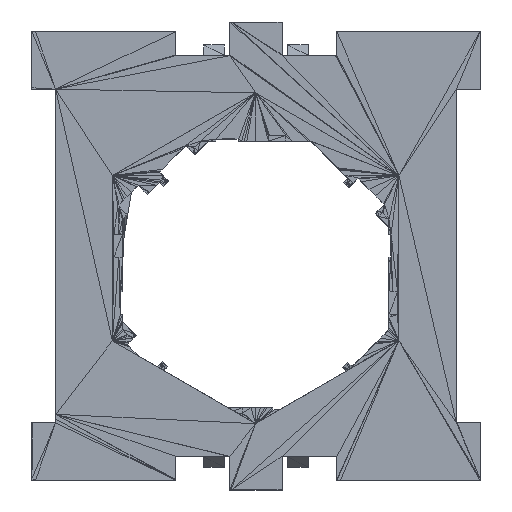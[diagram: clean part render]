
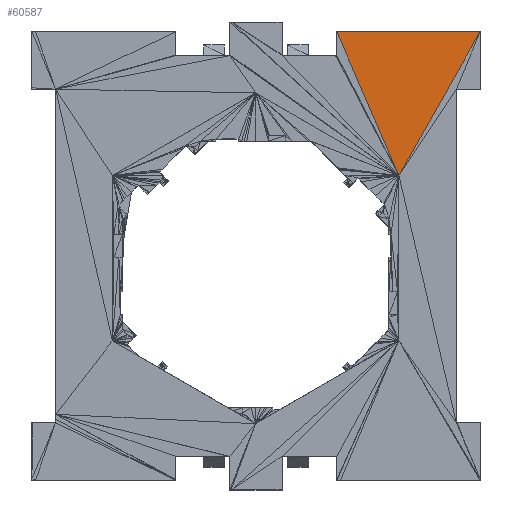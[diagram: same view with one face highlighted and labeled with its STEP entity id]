
A CAD part, top view. The second image highlights one B-rep face of the part: STEP entity #60587.
In plain terms, the highlighted planar face has unit normal (0, 0, 1).
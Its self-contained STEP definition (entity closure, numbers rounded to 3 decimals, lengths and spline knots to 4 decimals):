
#3241 = VERTEX_POINT('',#3242);
#3242 = CARTESIAN_POINT('',(7.8299,8.4606,4.
    ));
#3282 = PLANE('',#3283);
#3283 = AXIS2_PLACEMENT_3D('',#3284,#3285,#3286);
#3284 = CARTESIAN_POINT('',(4.9965,3.4484,4.
    ));
#3285 = DIRECTION('',(0.,0.,1.));
#3286 = DIRECTION('',(1.,0.,-0.));
#3334 = PLANE('',#3335);
#3335 = AXIS2_PLACEMENT_3D('',#3336,#3337,#3338);
#3336 = CARTESIAN_POINT('',(2.9564,8.4606,4.
    ));
#3337 = DIRECTION('',(0.,1.,0.));
#3338 = DIRECTION('',(0.,-0.,1.));
#3352 = VERTEX_POINT('',#3353);
#3353 = CARTESIAN_POINT('',(2.9564,8.4606,4.
    ));
#3379 = EDGE_CURVE('',#3352,#3241,#3380,.T.);
#3380 = SURFACE_CURVE('',#3381,(#3385,#3392),.PCURVE_S1.);
#3381 = LINE('',#3382,#3383);
#3382 = CARTESIAN_POINT('',(2.9564,8.4606,4.
    ));
#3383 = VECTOR('',#3384,1.);
#3384 = DIRECTION('',(1.,0.,0.));
#3385 = PCURVE('',#3334,#3386);
#3386 = DEFINITIONAL_REPRESENTATION('',(#3387),#3391);
#3387 = LINE('',#3388,#3389);
#3388 = CARTESIAN_POINT('',(0.,0.));
#3389 = VECTOR('',#3390,1.);
#3390 = DIRECTION('',(0.,1.));
#3391 = ( GEOMETRIC_REPRESENTATION_CONTEXT(2) 
PARAMETRIC_REPRESENTATION_CONTEXT() REPRESENTATION_CONTEXT('2D SPACE',''
  ) );
#3392 = PCURVE('',#3393,#3398);
#3393 = PLANE('',#3394);
#3394 = AXIS2_PLACEMENT_3D('',#3395,#3396,#3397);
#3395 = CARTESIAN_POINT('',(4.9965,3.4484,4.
    ));
#3396 = DIRECTION('',(0.,0.,1.));
#3397 = DIRECTION('',(1.,0.,-0.));
#3398 = DEFINITIONAL_REPRESENTATION('',(#3399),#3403);
#3399 = LINE('',#3400,#3401);
#3400 = CARTESIAN_POINT('',(-2.04,5.012));
#3401 = VECTOR('',#3402,1.);
#3402 = DIRECTION('',(1.,0.));
#3403 = ( GEOMETRIC_REPRESENTATION_CONTEXT(2) 
PARAMETRIC_REPRESENTATION_CONTEXT() REPRESENTATION_CONTEXT('2D SPACE',''
  ) );
#3451 = PLANE('',#3452);
#3452 = AXIS2_PLACEMENT_3D('',#3453,#3454,#3455);
#3453 = CARTESIAN_POINT('',(2.9564,8.4606,4.
    ));
#3454 = DIRECTION('',(0.,1.,0.));
#3455 = DIRECTION('',(0.,-0.,1.));
#3750 = VERTEX_POINT('',#3751);
#3751 = CARTESIAN_POINT('',(2.8299,8.4606,4.
    ));
#3787 = PLANE('',#3788);
#3788 = AXIS2_PLACEMENT_3D('',#3789,#3790,#3791);
#3789 = CARTESIAN_POINT('',(4.9965,3.4484,4.
    ));
#3790 = DIRECTION('',(0.,0.,1.));
#3791 = DIRECTION('',(1.,0.,-0.));
#3861 = EDGE_CURVE('',#3750,#3352,#3862,.T.);
#3862 = SURFACE_CURVE('',#3863,(#3867,#3874),.PCURVE_S1.);
#3863 = LINE('',#3864,#3865);
#3864 = CARTESIAN_POINT('',(2.8299,8.4606,4.
    ));
#3865 = VECTOR('',#3866,1.);
#3866 = DIRECTION('',(1.,0.,0.));
#3867 = PCURVE('',#3451,#3868);
#3868 = DEFINITIONAL_REPRESENTATION('',(#3869),#3873);
#3869 = LINE('',#3870,#3871);
#3870 = CARTESIAN_POINT('',(0.,-0.127));
#3871 = VECTOR('',#3872,1.);
#3872 = DIRECTION('',(0.,1.));
#3873 = ( GEOMETRIC_REPRESENTATION_CONTEXT(2) 
PARAMETRIC_REPRESENTATION_CONTEXT() REPRESENTATION_CONTEXT('2D SPACE',''
  ) );
#3874 = PCURVE('',#3393,#3875);
#3875 = DEFINITIONAL_REPRESENTATION('',(#3876),#3880);
#3876 = LINE('',#3877,#3878);
#3877 = CARTESIAN_POINT('',(-2.167,5.012));
#3878 = VECTOR('',#3879,1.);
#3879 = DIRECTION('',(1.,0.));
#3880 = ( GEOMETRIC_REPRESENTATION_CONTEXT(2) 
PARAMETRIC_REPRESENTATION_CONTEXT() REPRESENTATION_CONTEXT('2D SPACE',''
  ) );
#23724 = VERTEX_POINT('',#23725);
#23725 = CARTESIAN_POINT('',(4.9965,3.4484,
    4.));
#60567 = EDGE_CURVE('',#3750,#23724,#60568,.T.);
#60568 = SURFACE_CURVE('',#60569,(#60573,#60580),.PCURVE_S1.);
#60569 = LINE('',#60570,#60571);
#60570 = CARTESIAN_POINT('',(2.8299,8.4606,
    4.));
#60571 = VECTOR('',#60572,1.);
#60572 = DIRECTION('',(0.397,-0.918,0.));
#60573 = PCURVE('',#3787,#60574);
#60574 = DEFINITIONAL_REPRESENTATION('',(#60575),#60579);
#60575 = LINE('',#60576,#60577);
#60576 = CARTESIAN_POINT('',(-2.167,5.012));
#60577 = VECTOR('',#60578,1.);
#60578 = DIRECTION('',(0.397,-0.918));
#60579 = ( GEOMETRIC_REPRESENTATION_CONTEXT(2) 
PARAMETRIC_REPRESENTATION_CONTEXT() REPRESENTATION_CONTEXT('2D SPACE',''
  ) );
#60580 = PCURVE('',#3393,#60581);
#60581 = DEFINITIONAL_REPRESENTATION('',(#60582),#60586);
#60582 = LINE('',#60583,#60584);
#60583 = CARTESIAN_POINT('',(-2.167,5.012));
#60584 = VECTOR('',#60585,1.);
#60585 = DIRECTION('',(0.397,-0.918));
#60586 = ( GEOMETRIC_REPRESENTATION_CONTEXT(2) 
PARAMETRIC_REPRESENTATION_CONTEXT() REPRESENTATION_CONTEXT('2D SPACE',''
  ) );
#60587 = ADVANCED_FACE('',(#60588),#3393,.T.);
#60588 = FACE_BOUND('',#60589,.T.);
#60589 = EDGE_LOOP('',(#60590,#60591,#60592,#60613));
#60590 = ORIENTED_EDGE('',*,*,#3861,.F.);
#60591 = ORIENTED_EDGE('',*,*,#60567,.T.);
#60592 = ORIENTED_EDGE('',*,*,#60593,.T.);
#60593 = EDGE_CURVE('',#23724,#3241,#60594,.T.);
#60594 = SURFACE_CURVE('',#60595,(#60599,#60606),.PCURVE_S1.);
#60595 = LINE('',#60596,#60597);
#60596 = CARTESIAN_POINT('',(4.9965,3.4484,
    4.));
#60597 = VECTOR('',#60598,1.);
#60598 = DIRECTION('',(0.492,0.871,0.));
#60599 = PCURVE('',#3393,#60600);
#60600 = DEFINITIONAL_REPRESENTATION('',(#60601),#60605);
#60601 = LINE('',#60602,#60603);
#60602 = CARTESIAN_POINT('',(0.,0.));
#60603 = VECTOR('',#60604,1.);
#60604 = DIRECTION('',(0.492,0.871));
#60605 = ( GEOMETRIC_REPRESENTATION_CONTEXT(2) 
PARAMETRIC_REPRESENTATION_CONTEXT() REPRESENTATION_CONTEXT('2D SPACE',''
  ) );
#60606 = PCURVE('',#3282,#60607);
#60607 = DEFINITIONAL_REPRESENTATION('',(#60608),#60612);
#60608 = LINE('',#60609,#60610);
#60609 = CARTESIAN_POINT('',(0.,0.));
#60610 = VECTOR('',#60611,1.);
#60611 = DIRECTION('',(0.492,0.871));
#60612 = ( GEOMETRIC_REPRESENTATION_CONTEXT(2) 
PARAMETRIC_REPRESENTATION_CONTEXT() REPRESENTATION_CONTEXT('2D SPACE',''
  ) );
#60613 = ORIENTED_EDGE('',*,*,#3379,.F.);
